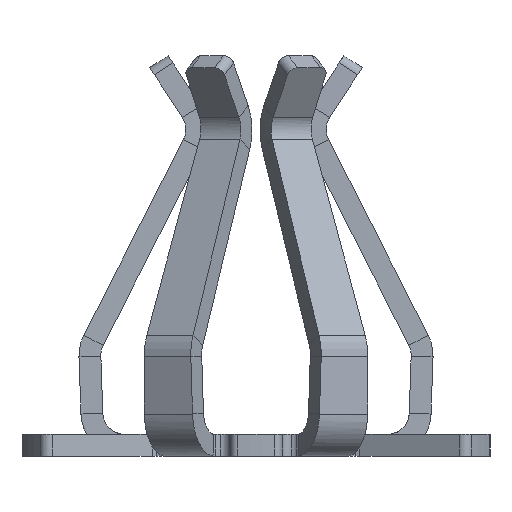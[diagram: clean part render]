
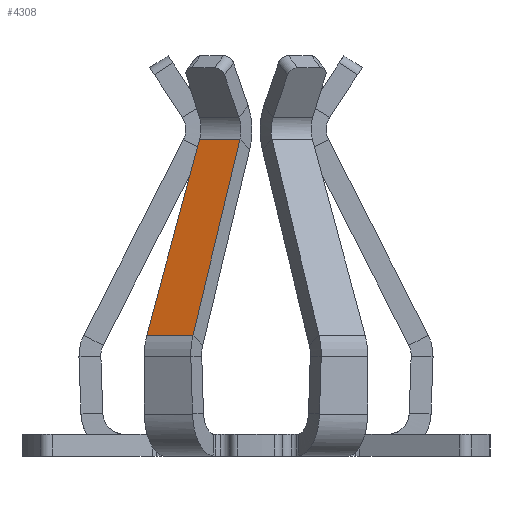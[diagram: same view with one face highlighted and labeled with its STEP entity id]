
A CAD part, left-side view. The second image highlights one B-rep face of the part: STEP entity #4308.
In plain terms, the highlighted planar face has unit normal (-0.772, 0.446, 0.454).
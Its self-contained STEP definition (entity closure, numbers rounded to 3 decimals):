
#44 = DIRECTION ( 'NONE',  ( 0.5, 0.866, 0. ) ) ;
#291 = LINE ( 'NONE', #446, #2151 ) ;
#446 = CARTESIAN_POINT ( 'NONE',  ( -3.409, 1.968, 2.764 ) ) ;
#618 = DIRECTION ( 'NONE',  ( -0.09, 0.63, -0.772 ) ) ;
#1479 = EDGE_CURVE ( 'NONE', #4919, #5887, #291, .T. ) ;
#1717 = FACE_OUTER_BOUND ( 'NONE', #4791, .T. ) ;
#1863 = VECTOR ( 'NONE', #2147, 1000. ) ;
#2121 = CARTESIAN_POINT ( 'NONE',  ( -0.84, -0.092, 9.151 ) ) ;
#2140 = ORIENTED_EDGE ( 'NONE', *, *, #5398, .F. ) ;
#2147 = DIRECTION ( 'NONE',  ( -0.401, 0.214, -0.891 ) ) ;
#2151 = VECTOR ( 'NONE', #2624, 1000. ) ;
#2195 = PLANE ( 'NONE',  #3505 ) ;
#2503 = ORIENTED_EDGE ( 'NONE', *, *, #5491, .T. ) ;
#2599 = VERTEX_POINT ( 'NONE', #6895 ) ;
#2624 = DIRECTION ( 'NONE',  ( -0.5, -0.866, 0. ) ) ;
#3139 = EDGE_CURVE ( 'NONE', #4683, #5887, #3324, .T. ) ;
#3183 = DIRECTION ( 'NONE',  ( 0.386, -0.24, 0.891 ) ) ;
#3218 = CARTESIAN_POINT ( 'NONE',  ( -3.104, 2.496, 2.764 ) ) ;
#3282 = ORIENTED_EDGE ( 'NONE', *, *, #1479, .T. ) ;
#3324 = LINE ( 'NONE', #2121, #1863 ) ;
#3361 = LINE ( 'NONE', #6377, #3778 ) ;
#3505 = AXIS2_PLACEMENT_3D ( 'NONE', #5508, #3879, #618 ) ;
#3778 = VECTOR ( 'NONE', #3183, 1000. ) ;
#3867 = CARTESIAN_POINT ( 'NONE',  ( -1.701, 0.367, 7.238 ) ) ;
#3879 = DIRECTION ( 'NONE',  ( 0.772, -0.446, -0.454 ) ) ;
#4308 = ADVANCED_FACE ( 'NONE', ( #1717 ), #2195, .F. ) ;
#4683 = VERTEX_POINT ( 'NONE', #3867 ) ;
#4791 = EDGE_LOOP ( 'NONE', ( #2140, #3282, #5766, #2503 ) ) ;
#4919 = VERTEX_POINT ( 'NONE', #3218 ) ;
#5398 = EDGE_CURVE ( 'NONE', #4919, #2599, #3361, .T. ) ;
#5491 = EDGE_CURVE ( 'NONE', #4683, #2599, #6284, .T. ) ;
#5508 = CARTESIAN_POINT ( 'NONE',  ( -5.706, 3.294, -2.441 ) ) ;
#5757 = CARTESIAN_POINT ( 'NONE',  ( -3.713, 1.44, 2.764 ) ) ;
#5766 = ORIENTED_EDGE ( 'NONE', *, *, #3139, .F. ) ;
#5887 = VERTEX_POINT ( 'NONE', #5757 ) ;
#5960 = CARTESIAN_POINT ( 'NONE',  ( -1.435, 0.828, 7.238 ) ) ;
#6284 = LINE ( 'NONE', #5960, #6370 ) ;
#6370 = VECTOR ( 'NONE', #44, 1000. ) ;
#6377 = CARTESIAN_POINT ( 'NONE',  ( -3.249, 2.586, 2.429 ) ) ;
#6895 = CARTESIAN_POINT ( 'NONE',  ( -1.168, 1.29, 7.238 ) ) ;
